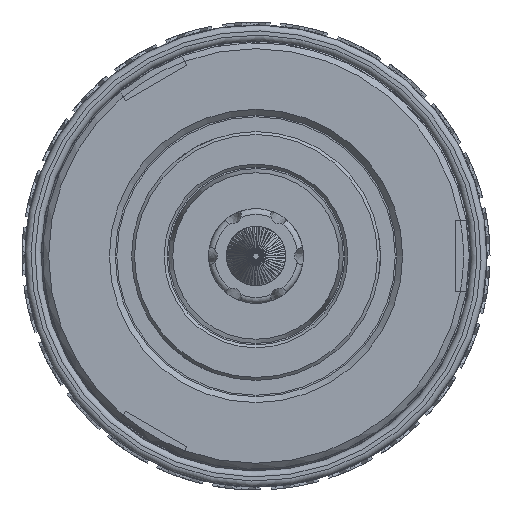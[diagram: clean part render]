
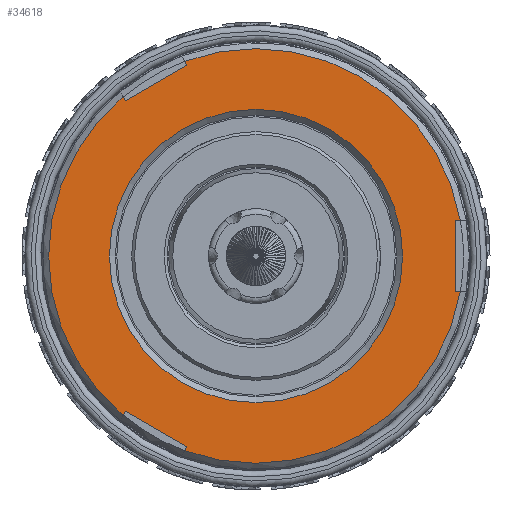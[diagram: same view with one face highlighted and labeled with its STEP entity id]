
A CAD part, left-side view. The second image highlights one B-rep face of the part: STEP entity #34618.
In plain terms, the highlighted planar face has unit normal (-1, 0, 0).
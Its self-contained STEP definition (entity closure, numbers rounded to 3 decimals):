
#104=FACE_BOUND('',#4409,.T.);
#287=PLANE('',#36714);
#2388=FACE_OUTER_BOUND('',#4408,.T.);
#4408=EDGE_LOOP('',(#23817,#23818,#23819,#23820,#23821,#23822,#23823,#23824,
#23825,#23826,#23827,#23828));
#4409=EDGE_LOOP('',(#23829));
#6494=CIRCLE('',#36690,35.);
#6499=CIRCLE('',#36697,24.75);
#6508=CIRCLE('',#36715,35.);
#6509=CIRCLE('',#36716,35.);
#9580=LINE('',#60247,#11710);
#9585=LINE('',#60259,#11715);
#9589=LINE('',#60270,#11719);
#9590=LINE('',#60276,#11720);
#9595=LINE('',#60288,#11725);
#9599=LINE('',#60299,#11729);
#9600=LINE('',#60305,#11730);
#9605=LINE('',#60317,#11735);
#9609=LINE('',#60328,#11739);
#11710=VECTOR('',#38744,0.782);
#11715=VECTOR('',#38753,12.);
#11719=VECTOR('',#38763,0.782);
#11720=VECTOR('',#38768,0.782);
#11725=VECTOR('',#38777,12.);
#11729=VECTOR('',#38787,0.782);
#11730=VECTOR('',#38792,0.782);
#11735=VECTOR('',#38801,12.);
#11739=VECTOR('',#38811,0.782);
#14113=VERTEX_POINT('',#60244);
#14114=VERTEX_POINT('',#60246);
#14119=VERTEX_POINT('',#60258);
#14120=VERTEX_POINT('',#60262);
#14125=VERTEX_POINT('',#60273);
#14126=VERTEX_POINT('',#60275);
#14131=VERTEX_POINT('',#60287);
#14132=VERTEX_POINT('',#60291);
#14137=VERTEX_POINT('',#60302);
#14138=VERTEX_POINT('',#60304);
#14143=VERTEX_POINT('',#60316);
#14144=VERTEX_POINT('',#60320);
#14152=VERTEX_POINT('',#60346);
#17920=EDGE_CURVE('',#14113,#14114,#9580,.T.);
#17926=EDGE_CURVE('',#14114,#14119,#9585,.T.);
#17932=EDGE_CURVE('',#14119,#14120,#9589,.T.);
#17934=EDGE_CURVE('',#14125,#14126,#9590,.T.);
#17940=EDGE_CURVE('',#14126,#14131,#9595,.T.);
#17946=EDGE_CURVE('',#14131,#14132,#9599,.T.);
#17948=EDGE_CURVE('',#14137,#14138,#9600,.T.);
#17954=EDGE_CURVE('',#14138,#14143,#9605,.T.);
#17960=EDGE_CURVE('',#14143,#14144,#9609,.T.);
#17964=EDGE_CURVE('',#14113,#14144,#6494,.T.);
#17971=EDGE_CURVE('',#14152,#14152,#6499,.F.);
#17984=EDGE_CURVE('',#14137,#14132,#6508,.T.);
#17985=EDGE_CURVE('',#14125,#14120,#6509,.T.);
#23817=ORIENTED_EDGE('',*,*,#17932,.F.);
#23818=ORIENTED_EDGE('',*,*,#17926,.F.);
#23819=ORIENTED_EDGE('',*,*,#17920,.F.);
#23820=ORIENTED_EDGE('',*,*,#17964,.T.);
#23821=ORIENTED_EDGE('',*,*,#17960,.F.);
#23822=ORIENTED_EDGE('',*,*,#17954,.F.);
#23823=ORIENTED_EDGE('',*,*,#17948,.F.);
#23824=ORIENTED_EDGE('',*,*,#17984,.T.);
#23825=ORIENTED_EDGE('',*,*,#17946,.F.);
#23826=ORIENTED_EDGE('',*,*,#17940,.F.);
#23827=ORIENTED_EDGE('',*,*,#17934,.F.);
#23828=ORIENTED_EDGE('',*,*,#17985,.T.);
#23829=ORIENTED_EDGE('',*,*,#17971,.T.);
#34618=ADVANCED_FACE('',(#2388,#104),#287,.T.);
#36690=AXIS2_PLACEMENT_3D('',#60334,#38822,#38823);
#36697=AXIS2_PLACEMENT_3D('',#60348,#38838,#38839);
#36714=AXIS2_PLACEMENT_3D('',#60377,#38876,#38877);
#36715=AXIS2_PLACEMENT_3D('',#60378,#38878,#38879);
#36716=AXIS2_PLACEMENT_3D('',#60379,#38880,#38881);
#38744=DIRECTION('',(0.,0.5,-0.866));
#38753=DIRECTION('',(0.,-0.866,-0.5));
#38763=DIRECTION('',(0.,-0.5,0.866));
#38768=DIRECTION('',(0.,0.5,0.866));
#38777=DIRECTION('',(0.,0.866,-0.5));
#38787=DIRECTION('',(0.,-0.5,-0.866));
#38792=DIRECTION('',(0.,-1.,0.));
#38801=DIRECTION('',(0.,0.,1.));
#38811=DIRECTION('',(0.,1.,0.));
#38822=DIRECTION('center_axis',(-1.,0.,0.));
#38823=DIRECTION('ref_axis',(0.,0.,1.));
#38838=DIRECTION('center_axis',(-1.,0.,0.));
#38839=DIRECTION('ref_axis',(0.,0.,1.));
#38876=DIRECTION('center_axis',(-1.,0.,0.));
#38877=DIRECTION('ref_axis',(0.,0.,1.));
#38878=DIRECTION('center_axis',(-1.,0.,0.));
#38879=DIRECTION('ref_axis',(0.,0.,1.));
#38880=DIRECTION('center_axis',(-1.,0.,0.));
#38881=DIRECTION('ref_axis',(0.,0.,1.));
#60244=CARTESIAN_POINT('',(-25.85,-12.045,32.862));
#60246=CARTESIAN_POINT('',(-25.85,-11.654,32.185));
#60247=CARTESIAN_POINT('',(-25.85,-12.045,32.862));
#60258=CARTESIAN_POINT('',(-25.85,-22.046,26.185));
#60259=CARTESIAN_POINT('',(-25.85,-11.654,32.185));
#60262=CARTESIAN_POINT('',(-25.85,-22.437,26.862));
#60270=CARTESIAN_POINT('',(-25.85,-22.046,26.185));
#60273=CARTESIAN_POINT('',(-25.85,-22.437,-26.862));
#60275=CARTESIAN_POINT('',(-25.85,-22.046,-26.185));
#60276=CARTESIAN_POINT('',(-25.85,-22.437,-26.862));
#60287=CARTESIAN_POINT('',(-25.85,-11.654,-32.185));
#60288=CARTESIAN_POINT('',(-25.85,-22.046,-26.185));
#60291=CARTESIAN_POINT('',(-25.85,-12.045,-32.862));
#60299=CARTESIAN_POINT('',(-25.85,-11.654,-32.185));
#60302=CARTESIAN_POINT('',(-25.85,34.482,-6.));
#60304=CARTESIAN_POINT('',(-25.85,33.7,-6.));
#60305=CARTESIAN_POINT('',(-25.85,34.482,-6.));
#60316=CARTESIAN_POINT('',(-25.85,33.7,6.));
#60317=CARTESIAN_POINT('',(-25.85,33.7,-6.));
#60320=CARTESIAN_POINT('',(-25.85,34.482,6.));
#60328=CARTESIAN_POINT('',(-25.85,33.7,6.));
#60334=CARTESIAN_POINT('Origin',(-25.85,0.,0.));
#60346=CARTESIAN_POINT('',(-25.85,0.,-24.75));
#60348=CARTESIAN_POINT('Origin',(-25.85,0.,0.));
#60377=CARTESIAN_POINT('Origin',(-25.85,23.75,0.));
#60378=CARTESIAN_POINT('Origin',(-25.85,0.,0.));
#60379=CARTESIAN_POINT('Origin',(-25.85,0.,0.));
